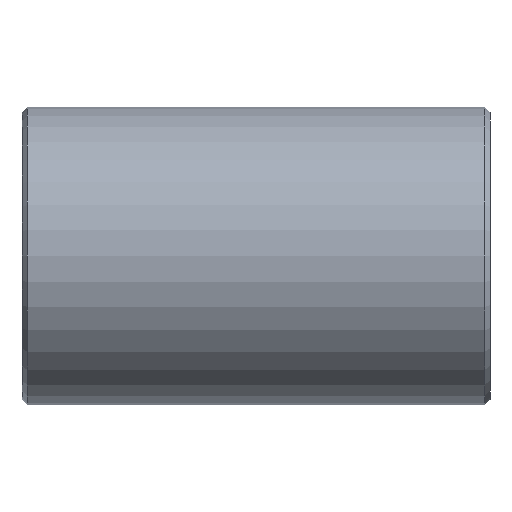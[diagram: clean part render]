
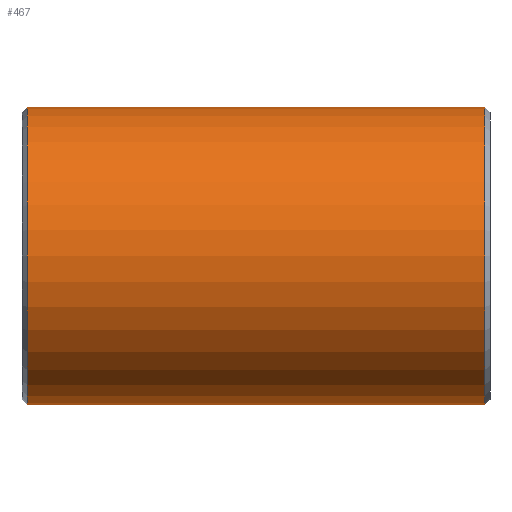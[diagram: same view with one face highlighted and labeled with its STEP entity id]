
A CAD part, front view. The second image highlights one B-rep face of the part: STEP entity #467.
In plain terms, the highlighted cylindrical face has radius 177.8 mm (diameter 355.6 mm), a partial arc.
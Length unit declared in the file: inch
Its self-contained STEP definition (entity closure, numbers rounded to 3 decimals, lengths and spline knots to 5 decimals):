
#17 = ORIENTED_EDGE ( 'NONE', *, *, #221, .T. ) ;
#30 = VERTEX_POINT ( 'NONE', #431 ) ;
#41 = CARTESIAN_POINT ( 'NONE',  ( -10.75, 0., 0. ) ) ;
#110 = ORIENTED_EDGE ( 'NONE', *, *, #453, .T. ) ;
#123 = DIRECTION ( 'NONE',  ( 0., 0., -1. ) ) ;
#131 = VECTOR ( 'NONE', #645, 39.37008 ) ;
#146 = CIRCLE ( 'NONE', #902, 7. ) ;
#148 = LINE ( 'NONE', #854, #131 ) ;
#173 = CIRCLE ( 'NONE', #699, 7. ) ;
#187 = DIRECTION ( 'NONE',  ( -1., 0., 0. ) ) ;
#221 = EDGE_CURVE ( 'NONE', #30, #835, #173, .T. ) ;
#242 = EDGE_CURVE ( 'NONE', #251, #835, #148, .T. ) ;
#251 = VERTEX_POINT ( 'NONE', #720 ) ;
#259 = DIRECTION ( 'NONE',  ( 0., 0., 1. ) ) ;
#268 = CYLINDRICAL_SURFACE ( 'NONE', #876, 7. ) ;
#312 = VECTOR ( 'NONE', #187, 39.37008 ) ;
#330 = DIRECTION ( 'NONE',  ( 1., 0., 0. ) ) ;
#338 = CARTESIAN_POINT ( 'NONE',  ( -10.75, 0., -7. ) ) ;
#352 = DIRECTION ( 'NONE',  ( -1., 0., 0. ) ) ;
#378 = ORIENTED_EDGE ( 'NONE', *, *, #534, .T. ) ;
#408 = CARTESIAN_POINT ( 'NONE',  ( 11., 0., 0. ) ) ;
#431 = CARTESIAN_POINT ( 'NONE',  ( -10.75, 0., 7. ) ) ;
#453 = EDGE_CURVE ( 'NONE', #816, #30, #765, .T. ) ;
#467 = ADVANCED_FACE ( 'NONE', ( #841 ), #268, .T. ) ;
#488 = DIRECTION ( 'NONE',  ( -1., 0., 0. ) ) ;
#534 = EDGE_CURVE ( 'NONE', #251, #816, #146, .T. ) ;
#626 = CARTESIAN_POINT ( 'NONE',  ( 11., 0., 7. ) ) ;
#627 = EDGE_LOOP ( 'NONE', ( #685, #378, #110, #17 ) ) ;
#645 = DIRECTION ( 'NONE',  ( -1., 0., 0. ) ) ;
#685 = ORIENTED_EDGE ( 'NONE', *, *, #242, .F. ) ;
#687 = CARTESIAN_POINT ( 'NONE',  ( 10.75, 0., 7. ) ) ;
#699 = AXIS2_PLACEMENT_3D ( 'NONE', #41, #330, #259 ) ;
#720 = CARTESIAN_POINT ( 'NONE',  ( 10.75, 0., -7. ) ) ;
#765 = LINE ( 'NONE', #626, #312 ) ;
#778 = DIRECTION ( 'NONE',  ( 0., 0., 1. ) ) ;
#816 = VERTEX_POINT ( 'NONE', #687 ) ;
#835 = VERTEX_POINT ( 'NONE', #338 ) ;
#841 = FACE_OUTER_BOUND ( 'NONE', #627, .T. ) ;
#852 = CARTESIAN_POINT ( 'NONE',  ( 10.75, 0., 0. ) ) ;
#854 = CARTESIAN_POINT ( 'NONE',  ( 11., 0., -7. ) ) ;
#876 = AXIS2_PLACEMENT_3D ( 'NONE', #408, #352, #778 ) ;
#902 = AXIS2_PLACEMENT_3D ( 'NONE', #852, #488, #123 ) ;
